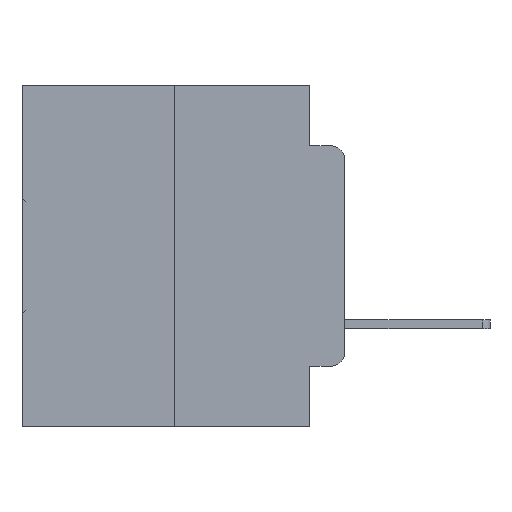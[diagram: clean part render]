
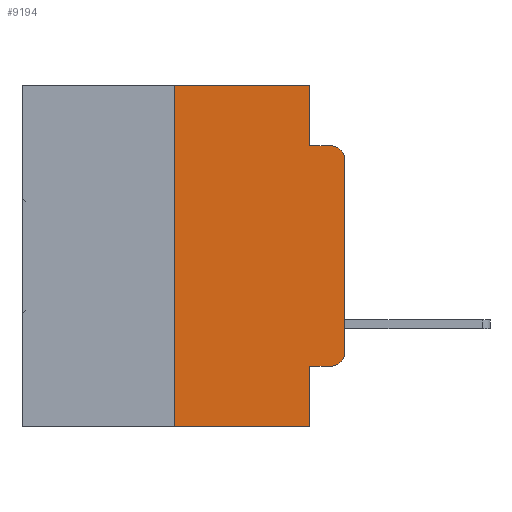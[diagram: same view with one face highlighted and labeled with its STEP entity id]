
A CAD part, left-side view. The second image highlights one B-rep face of the part: STEP entity #9194.
In plain terms, the highlighted planar face has unit normal (-1, 0, 0).
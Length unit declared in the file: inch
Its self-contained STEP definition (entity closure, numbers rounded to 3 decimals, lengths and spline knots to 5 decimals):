
#85 = DIRECTION ( 'NONE',  ( 0., 0., -1. ) ) ;
#725 = VERTEX_POINT ( 'NONE', #29360 ) ;
#1395 = EDGE_CURVE ( 'NONE', #19428, #19757, #13240, .T. ) ;
#1914 = LINE ( 'NONE', #10811, #15178 ) ;
#2411 = CARTESIAN_POINT ( 'NONE',  ( 0., 0.051, 0. ) ) ;
#3215 = EDGE_CURVE ( 'NONE', #725, #28835, #3822, .T. ) ;
#3463 = AXIS2_PLACEMENT_3D ( 'NONE', #22498, #7671, #24957 ) ;
#3822 = LINE ( 'NONE', #29436, #17105 ) ;
#3868 = EDGE_CURVE ( 'NONE', #14133, #725, #10046, .T. ) ;
#4050 = CARTESIAN_POINT ( 'NONE',  ( 0., 0.473, 0. ) ) ;
#4313 = DIRECTION ( 'NONE',  ( 0., -1., 0. ) ) ;
#4644 = FACE_OUTER_BOUND ( 'NONE', #22408, .T. ) ;
#4653 = EDGE_CURVE ( 'NONE', #27290, #28835, #21647, .T. ) ;
#4793 = VECTOR ( 'NONE', #4313, 39.37008 ) ;
#5719 = EDGE_CURVE ( 'NONE', #19757, #20825, #29270, .T. ) ;
#5768 = DIRECTION ( 'NONE',  ( 0., 0., -1. ) ) ;
#6590 = VECTOR ( 'NONE', #24377, 39.37008 ) ;
#6911 = VECTOR ( 'NONE', #5768, 39.37008 ) ;
#7178 = DIRECTION ( 'NONE',  ( 0., 0., -1. ) ) ;
#7193 = VERTEX_POINT ( 'NONE', #16528 ) ;
#7241 = EDGE_CURVE ( 'NONE', #9628, #8537, #18784, .T. ) ;
#7435 = ORIENTED_EDGE ( 'NONE', *, *, #16160, .T. ) ;
#7671 = DIRECTION ( 'NONE',  ( -1., 0., 0. ) ) ;
#7774 = ORIENTED_EDGE ( 'NONE', *, *, #28557, .F. ) ;
#8537 = VERTEX_POINT ( 'NONE', #31654 ) ;
#8643 = DIRECTION ( 'NONE',  ( 1., 0., 0. ) ) ;
#8824 = VECTOR ( 'NONE', #16492, 39.37008 ) ;
#9194 = ADVANCED_FACE ( 'NONE', ( #4644 ), #9338, .F. ) ;
#9338 = PLANE ( 'NONE',  #19195 ) ;
#9588 = CARTESIAN_POINT ( 'NONE',  ( 0., 0.051, 0. ) ) ;
#9628 = VERTEX_POINT ( 'NONE', #12866 ) ;
#10046 = LINE ( 'NONE', #9588, #18971 ) ;
#10354 = ORIENTED_EDGE ( 'NONE', *, *, #3215, .F. ) ;
#10811 = CARTESIAN_POINT ( 'NONE',  ( 0., 0.25, 0. ) ) ;
#10938 = ORIENTED_EDGE ( 'NONE', *, *, #4653, .T. ) ;
#11563 = CARTESIAN_POINT ( 'NONE',  ( 0., 0., -0.1085 ) ) ;
#12110 = ORIENTED_EDGE ( 'NONE', *, *, #5719, .T. ) ;
#12215 = DIRECTION ( 'NONE',  ( 0., -1., 0. ) ) ;
#12595 = ORIENTED_EDGE ( 'NONE', *, *, #1395, .T. ) ;
#12863 = ORIENTED_EDGE ( 'NONE', *, *, #14365, .F. ) ;
#12866 = CARTESIAN_POINT ( 'NONE',  ( 0., 0.25, -0.5 ) ) ;
#13005 = CARTESIAN_POINT ( 'NONE',  ( 0., 0.02, -0.0885 ) ) ;
#13240 = LINE ( 'NONE', #21912, #6590 ) ;
#13284 = ORIENTED_EDGE ( 'NONE', *, *, #7241, .T. ) ;
#13598 = ORIENTED_EDGE ( 'NONE', *, *, #27097, .F. ) ;
#14133 = VERTEX_POINT ( 'NONE', #2411 ) ;
#14365 = EDGE_CURVE ( 'NONE', #19428, #8537, #19347, .T. ) ;
#15031 = DIRECTION ( 'NONE',  ( -1., 0., 0. ) ) ;
#15178 = VECTOR ( 'NONE', #25576, 39.37008 ) ;
#16160 = EDGE_CURVE ( 'NONE', #20825, #27290, #29204, .T. ) ;
#16229 = LINE ( 'NONE', #4050, #8824 ) ;
#16492 = DIRECTION ( 'NONE',  ( 0., -1., 0. ) ) ;
#16528 = CARTESIAN_POINT ( 'NONE',  ( 0., 0.25, 0. ) ) ;
#17105 = VECTOR ( 'NONE', #12215, 39.37008 ) ;
#18164 = CARTESIAN_POINT ( 'NONE',  ( 0., 0.051, 0. ) ) ;
#18568 = CARTESIAN_POINT ( 'NONE',  ( 0., 0.051, -0.4115 ) ) ;
#18784 = LINE ( 'NONE', #31417, #4793 ) ;
#18943 = CARTESIAN_POINT ( 'NONE',  ( 0., 0., -0.3915 ) ) ;
#18971 = VECTOR ( 'NONE', #7178, 39.37008 ) ;
#19195 = AXIS2_PLACEMENT_3D ( 'NONE', #23448, #8643, #25905 ) ;
#19347 = LINE ( 'NONE', #18164, #6911 ) ;
#19428 = VERTEX_POINT ( 'NONE', #18568 ) ;
#19757 = VERTEX_POINT ( 'NONE', #20054 ) ;
#20054 = CARTESIAN_POINT ( 'NONE',  ( 0., 0.02, -0.4115 ) ) ;
#20825 = VERTEX_POINT ( 'NONE', #18943 ) ;
#21647 = CIRCLE ( 'NONE', #3463, 0.02 ) ;
#21912 = CARTESIAN_POINT ( 'NONE',  ( 0., 0.051, -0.4115 ) ) ;
#22408 = EDGE_LOOP ( 'NONE', ( #7435, #10938, #10354, #25042, #7774, #13598, #13284, #12863, #12595, #12110 ) ) ;
#22498 = CARTESIAN_POINT ( 'NONE',  ( 0., 0.02, -0.1085 ) ) ;
#22667 = VECTOR ( 'NONE', #31439, 39.37008 ) ;
#23448 = CARTESIAN_POINT ( 'NONE',  ( 0., 0.473, 0. ) ) ;
#24046 = CARTESIAN_POINT ( 'NONE',  ( 0., 0., 0. ) ) ;
#24377 = DIRECTION ( 'NONE',  ( 0., -1., 0. ) ) ;
#24957 = DIRECTION ( 'NONE',  ( 0., 0., -1. ) ) ;
#25042 = ORIENTED_EDGE ( 'NONE', *, *, #3868, .F. ) ;
#25576 = DIRECTION ( 'NONE',  ( 0., 0., 1. ) ) ;
#25905 = DIRECTION ( 'NONE',  ( 0., 0., -1. ) ) ;
#27097 = EDGE_CURVE ( 'NONE', #9628, #7193, #1914, .T. ) ;
#27290 = VERTEX_POINT ( 'NONE', #11563 ) ;
#28557 = EDGE_CURVE ( 'NONE', #7193, #14133, #16229, .T. ) ;
#28835 = VERTEX_POINT ( 'NONE', #13005 ) ;
#29204 = LINE ( 'NONE', #24046, #22667 ) ;
#29270 = CIRCLE ( 'NONE', #31446, 0.02 ) ;
#29360 = CARTESIAN_POINT ( 'NONE',  ( 0., 0.051, -0.0885 ) ) ;
#29436 = CARTESIAN_POINT ( 'NONE',  ( 0., 0.051, -0.0885 ) ) ;
#29737 = CARTESIAN_POINT ( 'NONE',  ( 0., 0.02, -0.3915 ) ) ;
#31417 = CARTESIAN_POINT ( 'NONE',  ( 0., 0.473, -0.5 ) ) ;
#31439 = DIRECTION ( 'NONE',  ( 0., 0., 1. ) ) ;
#31446 = AXIS2_PLACEMENT_3D ( 'NONE', #29737, #15031, #85 ) ;
#31654 = CARTESIAN_POINT ( 'NONE',  ( 0., 0.051, -0.5 ) ) ;
